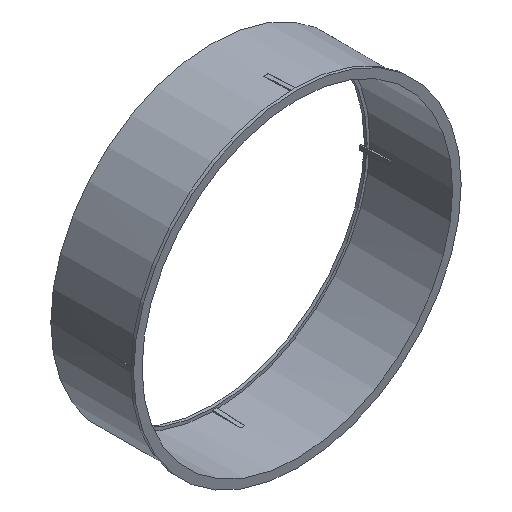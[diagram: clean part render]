
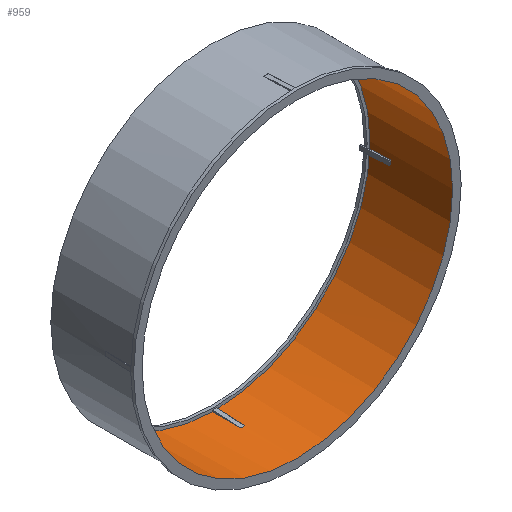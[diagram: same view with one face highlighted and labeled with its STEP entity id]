
A CAD part, isometric view. The second image highlights one B-rep face of the part: STEP entity #959.
In plain terms, the highlighted cylindrical face has radius 109 mm (diameter 218 mm), a full revolution.
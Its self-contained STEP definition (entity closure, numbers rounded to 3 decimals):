
#26=CIRCLE('',#1051,109.);
#27=CIRCLE('',#1052,109.);
#28=CIRCLE('',#1053,109.);
#30=CIRCLE('',#1067,109.);
#34=CYLINDRICAL_SURFACE('',#1066,109.);
#53=ELLIPSE('',#1048,2180.,109.);
#54=ELLIPSE('',#1064,2180.,109.);
#107=FACE_OUTER_BOUND('',#163,.T.);
#163=EDGE_LOOP('',(#836,#837,#838,#839,#840,#841,#842,#843,#844,#845,#846,
#847));
#248=LINE('',#1556,#350);
#253=LINE('',#1567,#355);
#265=LINE('',#1601,#367);
#268=LINE('',#1608,#370);
#269=LINE('',#1611,#371);
#350=VECTOR('',#1270,10.);
#355=VECTOR('',#1281,10.);
#367=VECTOR('',#1319,10.);
#370=VECTOR('',#1328,10.);
#371=VECTOR('',#1331,109.);
#442=VERTEX_POINT('',#1552);
#444=VERTEX_POINT('',#1555);
#445=VERTEX_POINT('',#1559);
#447=VERTEX_POINT('',#1565);
#448=VERTEX_POINT('',#1569);
#449=VERTEX_POINT('',#1571);
#452=VERTEX_POINT('',#1577);
#456=VERTEX_POINT('',#1600);
#457=VERTEX_POINT('',#1604);
#458=VERTEX_POINT('',#1610);
#561=EDGE_CURVE('',#444,#442,#248,.T.);
#563=EDGE_CURVE('',#445,#444,#53,.T.);
#567=EDGE_CURVE('',#447,#445,#253,.T.);
#568=EDGE_CURVE('',#448,#447,#26,.T.);
#569=EDGE_CURVE('',#449,#448,#27,.T.);
#573=EDGE_CURVE('',#442,#452,#28,.T.);
#583=EDGE_CURVE('',#456,#449,#265,.T.);
#585=EDGE_CURVE('',#457,#456,#54,.T.);
#587=EDGE_CURVE('',#452,#457,#268,.T.);
#588=EDGE_CURVE('',#448,#458,#269,.T.);
#589=EDGE_CURVE('',#458,#458,#30,.T.);
#836=ORIENTED_EDGE('',*,*,#561,.T.);
#837=ORIENTED_EDGE('',*,*,#573,.T.);
#838=ORIENTED_EDGE('',*,*,#587,.T.);
#839=ORIENTED_EDGE('',*,*,#585,.T.);
#840=ORIENTED_EDGE('',*,*,#583,.T.);
#841=ORIENTED_EDGE('',*,*,#569,.T.);
#842=ORIENTED_EDGE('',*,*,#588,.T.);
#843=ORIENTED_EDGE('',*,*,#589,.T.);
#844=ORIENTED_EDGE('',*,*,#588,.F.);
#845=ORIENTED_EDGE('',*,*,#568,.T.);
#846=ORIENTED_EDGE('',*,*,#567,.T.);
#847=ORIENTED_EDGE('',*,*,#563,.T.);
#959=ADVANCED_FACE('',(#107),#34,.F.);
#1048=AXIS2_PLACEMENT_3D('',#1560,#1274,#1275);
#1051=AXIS2_PLACEMENT_3D('',#1570,#1284,#1285);
#1052=AXIS2_PLACEMENT_3D('',#1572,#1286,#1287);
#1053=AXIS2_PLACEMENT_3D('',#1579,#1291,#1292);
#1064=AXIS2_PLACEMENT_3D('',#1605,#1323,#1324);
#1066=AXIS2_PLACEMENT_3D('',#1609,#1329,#1330);
#1067=AXIS2_PLACEMENT_3D('',#1612,#1332,#1333);
#1270=DIRECTION('',(0.,1.,0.));
#1274=DIRECTION('center_axis',(0.,0.05,0.999));
#1275=DIRECTION('ref_axis',(0.,0.999,-0.05));
#1281=DIRECTION('',(0.,-1.,0.));
#1284=DIRECTION('center_axis',(0.,1.,0.));
#1285=DIRECTION('ref_axis',(1.,0.,0.));
#1286=DIRECTION('center_axis',(0.,1.,0.));
#1287=DIRECTION('ref_axis',(1.,0.,0.));
#1291=DIRECTION('center_axis',(0.,1.,0.));
#1292=DIRECTION('ref_axis',(1.,0.,0.));
#1319=DIRECTION('',(0.,1.,0.));
#1323=DIRECTION('center_axis',(0.,0.05,-0.999));
#1324=DIRECTION('ref_axis',(0.,-0.999,-0.05));
#1328=DIRECTION('',(0.,-1.,0.));
#1329=DIRECTION('center_axis',(0.,1.,0.));
#1330=DIRECTION('ref_axis',(1.,0.,0.));
#1331=DIRECTION('',(0.,-1.,0.));
#1332=DIRECTION('center_axis',(0.,-1.,0.));
#1333=DIRECTION('ref_axis',(1.,0.,0.));
#1552=CARTESIAN_POINT('',(1.5,58.,108.99));
#1555=CARTESIAN_POINT('',(1.5,38.231,108.99));
#1556=CARTESIAN_POINT('',(1.5,0.,108.99));
#1559=CARTESIAN_POINT('',(-1.5,38.231,108.99));
#1560=CARTESIAN_POINT('Origin',(0.,2215.298,0.));
#1565=CARTESIAN_POINT('',(-1.5,58.,108.99));
#1567=CARTESIAN_POINT('',(-1.5,0.,108.99));
#1569=CARTESIAN_POINT('',(-109.,58.,0.));
#1570=CARTESIAN_POINT('Origin',(0.,58.,0.));
#1571=CARTESIAN_POINT('',(-1.5,58.,-108.99));
#1572=CARTESIAN_POINT('Origin',(0.,58.,0.));
#1577=CARTESIAN_POINT('',(1.5,58.,-108.99));
#1579=CARTESIAN_POINT('Origin',(0.,58.,0.));
#1600=CARTESIAN_POINT('',(-1.5,38.231,-108.99));
#1601=CARTESIAN_POINT('',(-1.5,0.,-108.99));
#1604=CARTESIAN_POINT('',(1.5,38.231,-108.99));
#1605=CARTESIAN_POINT('Origin',(0.,2215.298,0.));
#1608=CARTESIAN_POINT('',(1.5,0.,-108.99));
#1609=CARTESIAN_POINT('Origin',(0.,0.,0.));
#1610=CARTESIAN_POINT('',(-109.,0.,0.));
#1611=CARTESIAN_POINT('',(-109.,0.,0.));
#1612=CARTESIAN_POINT('Origin',(0.,0.,0.));
